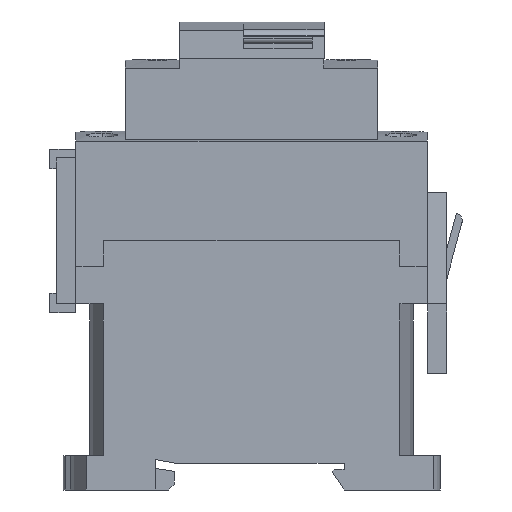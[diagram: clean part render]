
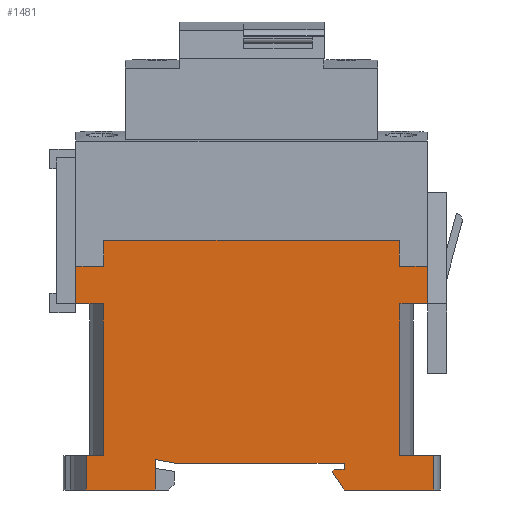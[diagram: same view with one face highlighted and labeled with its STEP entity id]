
A CAD part, left-side view. The second image highlights one B-rep face of the part: STEP entity #1481.
In plain terms, the highlighted planar face has unit normal (-1, 0, 0).
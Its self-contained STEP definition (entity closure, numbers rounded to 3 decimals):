
#267=DIRECTION('',(0.,1.,0.));
#268=VECTOR('',#267,5.6);
#269=CARTESIAN_POINT('',(-22.4,-35.165,11.985));
#270=LINE('',#269,#268);
#271=DIRECTION('',(0.,-1.,0.));
#272=VECTOR('',#271,6.86);
#273=CARTESIAN_POINT('',(-22.4,-29.565,-19.015));
#274=LINE('',#273,#272);
#275=DIRECTION('',(0.,1.,0.));
#276=VECTOR('',#275,18.21);
#277=CARTESIAN_POINT('',(-22.4,-36.425,-26.015));
#278=LINE('',#277,#276);
#279=DIRECTION('',(0.,0.574,0.819));
#280=VECTOR('',#279,4.273);
#281=CARTESIAN_POINT('',(-22.4,-18.216,-26.015));
#282=LINE('',#281,#280);
#283=DIRECTION('',(0.,0.,1.));
#284=VECTOR('',#283,0.3);
#285=CARTESIAN_POINT('',(-22.4,-15.765,-22.515));
#286=LINE('',#285,#284);
#287=DIRECTION('',(0.,-0.707,0.707));
#288=VECTOR('',#287,0.566);
#289=CARTESIAN_POINT('',(-22.4,-15.765,-22.215));
#290=LINE('',#289,#288);
#291=DIRECTION('',(0.,-1.,0.));
#292=VECTOR('',#291,2.);
#293=CARTESIAN_POINT('',(-22.4,-16.165,-21.815));
#294=LINE('',#293,#292);
#295=DIRECTION('',(0.,0.,1.));
#296=VECTOR('',#295,1.3);
#297=CARTESIAN_POINT('',(-22.4,-18.165,-21.815));
#298=LINE('',#297,#296);
#299=DIRECTION('',(0.,1.,0.));
#300=VECTOR('',#299,34.7);
#301=CARTESIAN_POINT('',(-22.4,-18.165,-20.515));
#302=LINE('',#301,#300);
#303=DIRECTION('',(0.,0.984,0.177));
#304=VECTOR('',#303,3.962);
#305=CARTESIAN_POINT('',(-22.4,16.535,-20.515));
#306=LINE('',#305,#304);
#307=DIRECTION('',(0.,0.,-1.));
#308=VECTOR('',#307,6.2);
#309=CARTESIAN_POINT('',(-22.4,20.435,-19.815));
#310=LINE('',#309,#308);
#311=DIRECTION('',(0.,1.,0.));
#312=VECTOR('',#311,14.1);
#313=CARTESIAN_POINT('',(-22.4,20.435,-26.015));
#314=LINE('',#313,#312);
#315=DIRECTION('',(0.,-1.,0.));
#316=VECTOR('',#315,3.5);
#317=CARTESIAN_POINT('',(-22.4,34.535,-19.015));
#318=LINE('',#317,#316);
#319=DIRECTION('',(0.,0.,1.));
#320=VECTOR('',#319,31.);
#321=CARTESIAN_POINT('',(-22.4,31.035,-19.015));
#322=LINE('',#321,#320);
#323=DIRECTION('',(0.,1.,0.));
#324=VECTOR('',#323,5.6);
#325=CARTESIAN_POINT('',(-22.4,31.035,11.985));
#326=LINE('',#325,#324);
#327=DIRECTION('',(0.,0.,1.));
#328=VECTOR('',#327,7.65);
#329=CARTESIAN_POINT('',(-22.4,36.635,11.985));
#330=LINE('',#329,#328);
#331=DIRECTION('',(0.,-1.,0.));
#332=VECTOR('',#331,5.7);
#333=CARTESIAN_POINT('',(-22.4,36.635,19.635));
#334=LINE('',#333,#332);
#335=DIRECTION('',(0.,0.,1.));
#336=VECTOR('',#335,5.3);
#337=CARTESIAN_POINT('',(-22.4,30.935,19.635));
#338=LINE('',#337,#336);
#339=DIRECTION('',(0.,-1.,0.));
#340=VECTOR('',#339,60.4);
#341=CARTESIAN_POINT('',(-22.4,30.935,24.935));
#342=LINE('',#341,#340);
#343=DIRECTION('',(0.,0.,-1.));
#344=VECTOR('',#343,5.3);
#345=CARTESIAN_POINT('',(-22.4,-29.465,24.935));
#346=LINE('',#345,#344);
#347=DIRECTION('',(0.,-1.,0.));
#348=VECTOR('',#347,5.7);
#349=CARTESIAN_POINT('',(-22.4,-29.465,19.635));
#350=LINE('',#349,#348);
#351=DIRECTION('',(0.,0.,-1.));
#352=VECTOR('',#351,7.65);
#353=CARTESIAN_POINT('',(-22.4,-35.165,19.635));
#354=LINE('',#353,#352);
#355=DIRECTION('',(0.,0.,1.));
#356=VECTOR('',#355,31.);
#357=CARTESIAN_POINT('',(-22.4,-29.565,-19.015));
#358=LINE('',#357,#356);
#363=DIRECTION('',(0.,0.,1.));
#364=VECTOR('',#363,7.);
#365=CARTESIAN_POINT('',(-22.4,-36.425,-26.015));
#366=LINE('',#365,#364);
#601=DIRECTION('',(0.,0.,-1.));
#602=VECTOR('',#601,7.);
#603=CARTESIAN_POINT('',(-22.4,34.535,-19.015));
#604=LINE('',#603,#602);
#867=CARTESIAN_POINT('',(-22.4,-29.565,11.985));
#868=VERTEX_POINT('',#867);
#869=CARTESIAN_POINT('',(-22.4,-35.165,11.985));
#870=VERTEX_POINT('',#869);
#871=CARTESIAN_POINT('',(-22.4,31.035,11.985));
#872=CARTESIAN_POINT('',(-22.4,36.635,11.985));
#873=VERTEX_POINT('',#871);
#874=VERTEX_POINT('',#872);
#887=CARTESIAN_POINT('',(-22.4,31.035,-19.015));
#888=VERTEX_POINT('',#887);
#889=CARTESIAN_POINT('',(-22.4,34.535,-19.015));
#890=VERTEX_POINT('',#889);
#903=CARTESIAN_POINT('',(-22.4,-36.425,-19.015));
#904=VERTEX_POINT('',#903);
#905=CARTESIAN_POINT('',(-22.4,-29.565,-19.015));
#906=VERTEX_POINT('',#905);
#929=CARTESIAN_POINT('',(-22.4,-18.216,-26.015));
#930=VERTEX_POINT('',#929);
#931=CARTESIAN_POINT('',(-22.4,-36.425,-26.015));
#932=VERTEX_POINT('',#931);
#971=CARTESIAN_POINT('',(-22.4,-18.165,-21.815));
#973=VERTEX_POINT('',#971);
#975=CARTESIAN_POINT('',(-22.4,-16.165,-21.815));
#976=VERTEX_POINT('',#975);
#987=CARTESIAN_POINT('',(-22.4,-18.165,-20.515));
#988=VERTEX_POINT('',#987);
#997=CARTESIAN_POINT('',(-22.4,16.535,-20.515));
#998=VERTEX_POINT('',#997);
#1003=CARTESIAN_POINT('',(-22.4,-15.765,-22.215));
#1004=VERTEX_POINT('',#1003);
#1005=CARTESIAN_POINT('',(-22.4,-15.765,-22.515));
#1006=VERTEX_POINT('',#1005);
#1007=CARTESIAN_POINT('',(-22.4,20.435,-19.815));
#1008=VERTEX_POINT('',#1007);
#1009=CARTESIAN_POINT('',(-22.4,20.435,-26.015));
#1010=VERTEX_POINT('',#1009);
#1011=CARTESIAN_POINT('',(-22.4,34.535,-26.015));
#1012=VERTEX_POINT('',#1011);
#1013=CARTESIAN_POINT('',(-22.4,36.635,19.635));
#1014=VERTEX_POINT('',#1013);
#1015=CARTESIAN_POINT('',(-22.4,30.935,19.635));
#1016=VERTEX_POINT('',#1015);
#1017=CARTESIAN_POINT('',(-22.4,30.935,24.935));
#1018=VERTEX_POINT('',#1017);
#1019=CARTESIAN_POINT('',(-22.4,-29.465,24.935));
#1020=VERTEX_POINT('',#1019);
#1021=CARTESIAN_POINT('',(-22.4,-29.465,19.635));
#1022=VERTEX_POINT('',#1021);
#1023=CARTESIAN_POINT('',(-22.4,-35.165,19.635));
#1024=VERTEX_POINT('',#1023);
#1430=CARTESIAN_POINT('',(-22.4,0.,0.));
#1431=DIRECTION('',(-1.,0.,0.));
#1432=DIRECTION('',(0.,0.,1.));
#1433=AXIS2_PLACEMENT_3D('',#1430,#1431,#1432);
#1434=PLANE('',#1433);
#1435=ORIENTED_EDGE('',*,*,#1144,.T.);
#1437=ORIENTED_EDGE('',*,*,#1436,.F.);
#1438=ORIENTED_EDGE('',*,*,#1194,.T.);
#1440=ORIENTED_EDGE('',*,*,#1439,.F.);
#1441=ORIENTED_EDGE('',*,*,#1242,.T.);
#1443=ORIENTED_EDGE('',*,*,#1442,.T.);
#1445=ORIENTED_EDGE('',*,*,#1444,.T.);
#1447=ORIENTED_EDGE('',*,*,#1446,.T.);
#1448=ORIENTED_EDGE('',*,*,#1422,.T.);
#1449=ORIENTED_EDGE('',*,*,#1388,.T.);
#1450=ORIENTED_EDGE('',*,*,#1375,.T.);
#1452=ORIENTED_EDGE('',*,*,#1451,.T.);
#1454=ORIENTED_EDGE('',*,*,#1453,.T.);
#1456=ORIENTED_EDGE('',*,*,#1455,.T.);
#1458=ORIENTED_EDGE('',*,*,#1457,.F.);
#1460=ORIENTED_EDGE('',*,*,#1459,.T.);
#1462=ORIENTED_EDGE('',*,*,#1461,.T.);
#1464=ORIENTED_EDGE('',*,*,#1463,.T.);
#1466=ORIENTED_EDGE('',*,*,#1465,.T.);
#1468=ORIENTED_EDGE('',*,*,#1467,.T.);
#1470=ORIENTED_EDGE('',*,*,#1469,.T.);
#1472=ORIENTED_EDGE('',*,*,#1471,.T.);
#1474=ORIENTED_EDGE('',*,*,#1473,.T.);
#1476=ORIENTED_EDGE('',*,*,#1475,.T.);
#1478=ORIENTED_EDGE('',*,*,#1477,.T.);
#1479=EDGE_LOOP('',(#1435,#1437,#1438,#1440,#1441,#1443,#1445,#1447,#1448,#1449,
#1450,#1452,#1454,#1456,#1458,#1460,#1462,#1464,#1466,#1468,#1470,#1472,#1474,
#1476,#1478));
#1480=FACE_OUTER_BOUND('',#1479,.F.);
#1481=ADVANCED_FACE('',(#1480),#1434,.T.);
#1144=EDGE_CURVE('',#870,#868,#270,.T.);
#1194=EDGE_CURVE('',#906,#904,#274,.T.);
#1242=EDGE_CURVE('',#932,#930,#278,.T.);
#1375=EDGE_CURVE('',#988,#998,#302,.T.);
#1388=EDGE_CURVE('',#973,#988,#298,.T.);
#1422=EDGE_CURVE('',#976,#973,#294,.T.);
#1436=EDGE_CURVE('',#906,#868,#358,.T.);
#1439=EDGE_CURVE('',#932,#904,#366,.T.);
#1442=EDGE_CURVE('',#930,#1006,#282,.T.);
#1444=EDGE_CURVE('',#1006,#1004,#286,.T.);
#1446=EDGE_CURVE('',#1004,#976,#290,.T.);
#1451=EDGE_CURVE('',#998,#1008,#306,.T.);
#1453=EDGE_CURVE('',#1008,#1010,#310,.T.);
#1455=EDGE_CURVE('',#1010,#1012,#314,.T.);
#1457=EDGE_CURVE('',#890,#1012,#604,.T.);
#1459=EDGE_CURVE('',#890,#888,#318,.T.);
#1461=EDGE_CURVE('',#888,#873,#322,.T.);
#1463=EDGE_CURVE('',#873,#874,#326,.T.);
#1465=EDGE_CURVE('',#874,#1014,#330,.T.);
#1467=EDGE_CURVE('',#1014,#1016,#334,.T.);
#1469=EDGE_CURVE('',#1016,#1018,#338,.T.);
#1471=EDGE_CURVE('',#1018,#1020,#342,.T.);
#1473=EDGE_CURVE('',#1020,#1022,#346,.T.);
#1475=EDGE_CURVE('',#1022,#1024,#350,.T.);
#1477=EDGE_CURVE('',#1024,#870,#354,.T.);
